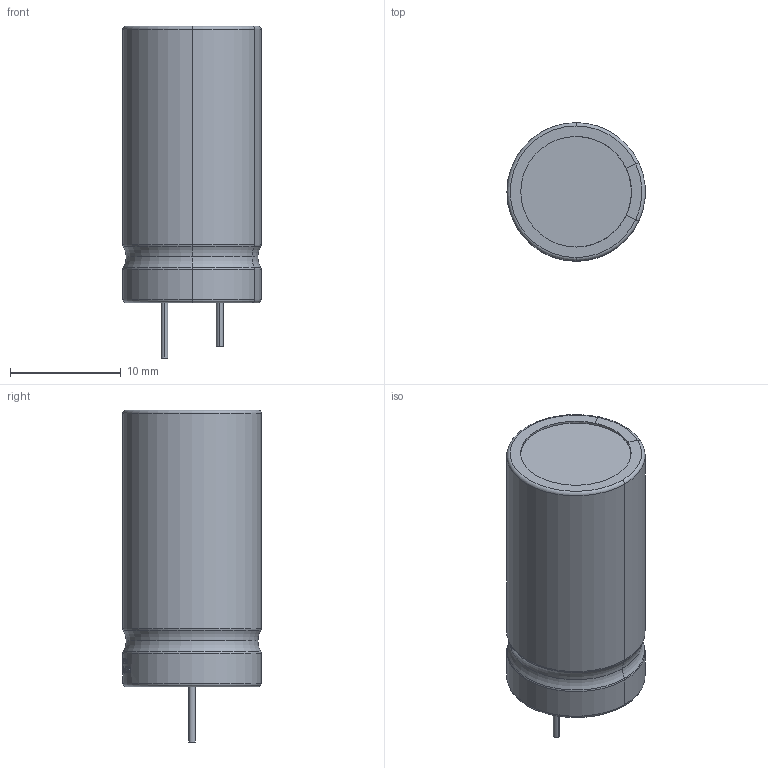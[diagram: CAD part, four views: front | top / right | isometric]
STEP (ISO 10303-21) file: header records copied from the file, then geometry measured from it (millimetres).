
FILE_DESCRIPTION (( 'STEP AP214' ), '1' );
FILE_NAME ('CAP-TH_BD12.5-P5.00-D0.8-FD-1.STEP', '2022-11-10T07:22:17', ( 'PC' ), ( 'Microsoft' ), 'SwSTEP 2.0', 'SolidWorks 2020', '' );
FILE_SCHEMA (( 'AUTOMOTIVE_DESIGN' ));
Length unit declared in the file: millimetre
Products named in the file (1): CAP-TH_BD12.5-P5.00-D0.8-FD-1
Bounding box: 12.49 x 12.51 x 30.01 mm (x, y, z)
Volume: 3023.4 mm3; surface area: 1250.1 mm2
Topology: 1 solids, 1 shells, 276 faces, 748 edges, 494 vertices
Faces by surface type: bspline 121, plane 96, cylinder 35, torus 24
Entity records: 12918 total; most frequent: CARTESIAN_POINT 3848, ORIENTED_EDGE 1496, DIRECTION 858, EDGE_CURVE 748, VERTEX_POINT 494, B_SPLINE_CURVE_WITH_KNOTS 396, AXIS2_PLACEMENT_3D 350, EDGE_LOOP 296
